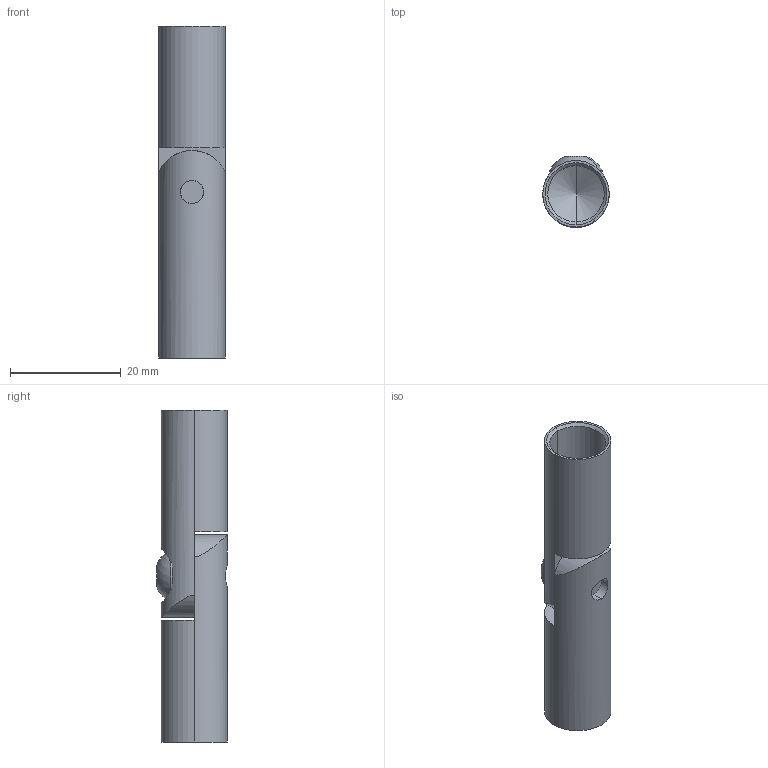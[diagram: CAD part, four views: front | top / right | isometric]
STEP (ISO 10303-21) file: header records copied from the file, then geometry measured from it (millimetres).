
FILE_DESCRIPTION (( 'STEP AP203' ), '1' );
FILE_NAME ('50429-240.step', '2020-10-01T06:23:39', ( '' ), ( '' ), 'SwSTEP 2.0', 'SolidWorks 2018', '' );
FILE_SCHEMA (( 'CONFIG_CONTROL_DESIGN' ));
Length unit declared in the file: millimetre
Products named in the file (8): 50429-240; 504XX-240 Teil2; DIN 7380_DIN 7380 M5x8; DIN 7380; 504XX-240 Teil1_50429-240 Teil1; 504XX-240 Teil2_50429-240 Teil2; 504XX-240 Teil1
Assembly tree (4 placements, depth 2):
  50429-240
    DIN 7380
  504XX-240 Teil2
  50429-240
    504XX-240 Teil1_50429-240 Teil1
    504XX-240 Teil2_50429-240 Teil2
    DIN 7380_DIN 7380 M5x8
  504XX-240 Teil1
Bounding box: 12 x 12.8 x 60 mm (x, y, z)
Volume: 3507 mm3; surface area: 4559 mm2
Topology: 3 solids, 3 shells, 290 faces, 739 edges, 481 vertices
Faces by surface type: plane 122, bspline 95, cylinder 48, cone 21, torus 2, sphere 2
Entity records: 13650 total; most frequent: CARTESIAN_POINT 6540, ORIENTED_EDGE 1464, DIRECTION 1060, EDGE_CURVE 732, VERTEX_POINT 479, AXIS2_PLACEMENT_3D 357, LINE 346, VECTOR 346
